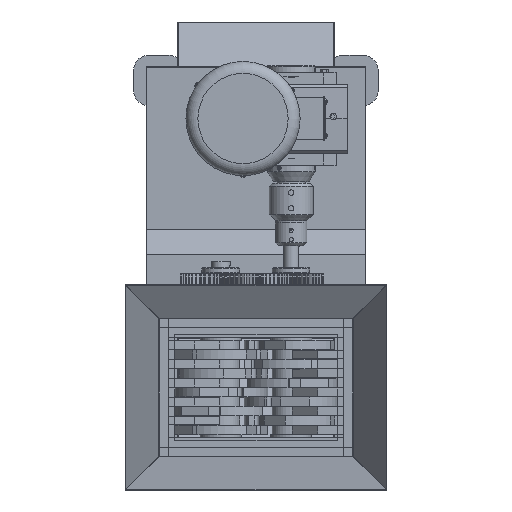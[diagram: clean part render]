
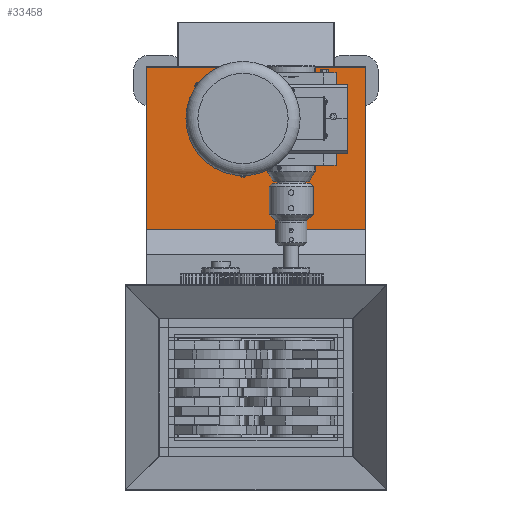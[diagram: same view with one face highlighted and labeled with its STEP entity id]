
A CAD part, top view. The second image highlights one B-rep face of the part: STEP entity #33458.
In plain terms, the highlighted face is planar.
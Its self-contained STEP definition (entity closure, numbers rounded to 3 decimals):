
#2606=LINE('',#59395,#5022);
#2607=LINE('',#59397,#5023);
#2610=LINE('',#59401,#5026);
#2613=LINE('',#59406,#5029);
#5022=VECTOR('',#46822,10.);
#5023=VECTOR('',#46825,10.);
#5026=VECTOR('',#46830,10.);
#5029=VECTOR('',#46837,10.);
#6577=PLANE('',#37562);
#9044=FACE_OUTER_BOUND('',#11587,.T.);
#11587=EDGE_LOOP('',(#29172,#29173,#29174,#29175));
#16525=VERTEX_POINT('',#59318);
#16526=VERTEX_POINT('',#59322);
#16531=VERTEX_POINT('',#59333);
#16533=VERTEX_POINT('',#59338);
#20847=EDGE_CURVE('',#16526,#16533,#2606,.T.);
#20848=EDGE_CURVE('',#16533,#16531,#2607,.T.);
#20851=EDGE_CURVE('',#16531,#16525,#2610,.T.);
#20854=EDGE_CURVE('',#16525,#16526,#2613,.T.);
#29172=ORIENTED_EDGE('',*,*,#20847,.F.);
#29173=ORIENTED_EDGE('',*,*,#20854,.F.);
#29174=ORIENTED_EDGE('',*,*,#20851,.F.);
#29175=ORIENTED_EDGE('',*,*,#20848,.F.);
#33458=ADVANCED_FACE('',(#9044),#6577,.T.);
#37562=AXIS2_PLACEMENT_3D('',#59463,#46896,#46897);
#46822=DIRECTION('',(-1.,0.,0.));
#46825=DIRECTION('',(0.,0.,1.));
#46830=DIRECTION('',(1.,0.,0.));
#46837=DIRECTION('',(0.,0.,-1.));
#46896=DIRECTION('center_axis',(0.,-1.,0.));
#46897=DIRECTION('ref_axis',(-1.,0.,0.));
#59318=CARTESIAN_POINT('',(640.5,29.428,-0.5));
#59322=CARTESIAN_POINT('',(640.5,29.428,-349.5));
#59333=CARTESIAN_POINT('',(382.115,29.428,-0.5));
#59338=CARTESIAN_POINT('',(382.115,29.428,-349.5));
#59395=CARTESIAN_POINT('',(480.75,29.428,-349.5));
#59397=CARTESIAN_POINT('',(382.115,29.428,0.));
#59401=CARTESIAN_POINT('',(480.888,29.428,-0.5));
#59406=CARTESIAN_POINT('',(640.5,29.428,0.));
#59463=CARTESIAN_POINT('Origin',(641.,29.428,0.));
